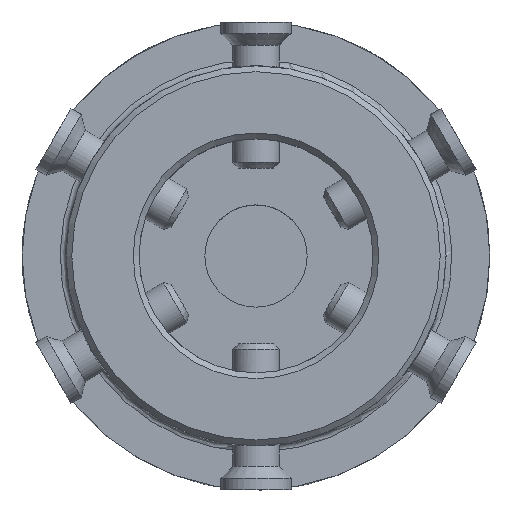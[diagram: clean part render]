
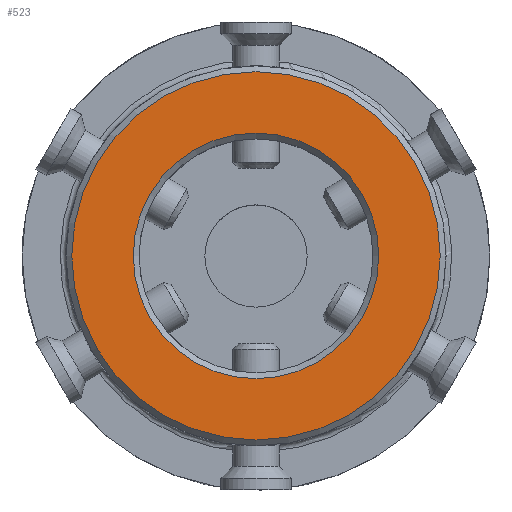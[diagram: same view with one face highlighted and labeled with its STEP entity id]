
A CAD part, top view. The second image highlights one B-rep face of the part: STEP entity #523.
In plain terms, the highlighted planar face has unit normal (0, 0, 1).
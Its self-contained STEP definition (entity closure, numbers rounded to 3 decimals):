
#523=ADVANCED_FACE('',(#1107,#1108),#883,.F.);
#883=PLANE('',#5740);
#1107=FACE_BOUND('',#1415,.T.);
#1108=FACE_BOUND('',#1416,.T.);
#1415=EDGE_LOOP('',(#2259));
#1416=EDGE_LOOP('',(#2260));
#1958=CIRCLE('',#5738,21.);
#1959=CIRCLE('',#5739,31.5);
#2259=ORIENTED_EDGE('',*,*,#4203,.F.);
#2260=ORIENTED_EDGE('',*,*,#4204,.T.);
#3685=VERTEX_POINT('',#8771);
#3686=VERTEX_POINT('',#8773);
#4203=EDGE_CURVE('',#3685,#3685,#1958,.T.);
#4204=EDGE_CURVE('',#3686,#3686,#1959,.T.);
#5738=AXIS2_PLACEMENT_3D('',#8770,#6474,#6475);
#5739=AXIS2_PLACEMENT_3D('',#8772,#6476,#6477);
#5740=AXIS2_PLACEMENT_3D('',#8774,#6478,#6479);
#6474=DIRECTION('',(0.,0.,1.));
#6475=DIRECTION('',(1.,0.,0.));
#6476=DIRECTION('',(0.,0.,1.));
#6477=DIRECTION('',(1.,0.,0.));
#6478=DIRECTION('',(0.,0.,-1.));
#6479=DIRECTION('',(-1.,0.,0.));
#8770=CARTESIAN_POINT('',(0.,0.,20.));
#8771=CARTESIAN_POINT('',(21.,0.,20.));
#8772=CARTESIAN_POINT('',(0.,0.,20.));
#8773=CARTESIAN_POINT('',(31.5,0.,20.));
#8774=CARTESIAN_POINT('',(0.,17.5,20.));
